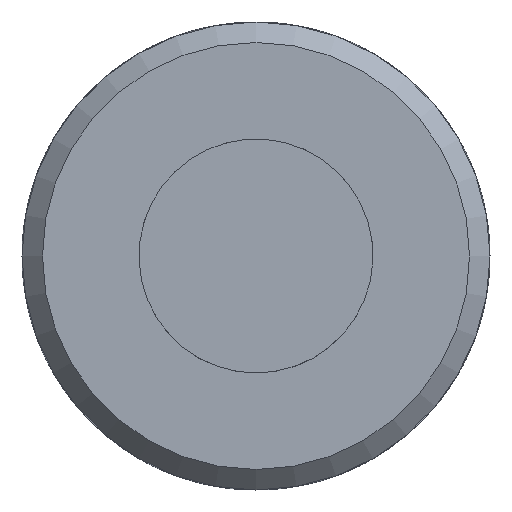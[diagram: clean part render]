
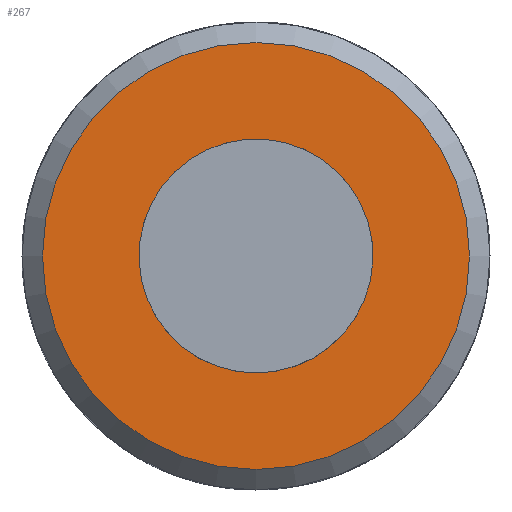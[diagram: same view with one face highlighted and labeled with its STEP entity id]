
A CAD part, left-side view. The second image highlights one B-rep face of the part: STEP entity #267.
In plain terms, the highlighted planar face has unit normal (-1, 0, 0).
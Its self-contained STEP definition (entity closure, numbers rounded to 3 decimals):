
#267 = ADVANCED_FACE( '', ( #528, #529 ), #530, .F. );
#528 = FACE_OUTER_BOUND( '', #808, .T. );
#529 = FACE_BOUND( '', #809, .T. );
#530 = PLANE( '', #810 );
#808 = EDGE_LOOP( '', ( #1246 ) );
#809 = EDGE_LOOP( '', ( #1247 ) );
#810 = AXIS2_PLACEMENT_3D( '', #1248, #1249, #1250 );
#1246 = ORIENTED_EDGE( '', *, *, #1659, .F. );
#1247 = ORIENTED_EDGE( '', *, *, #1535, .T. );
#1248 = CARTESIAN_POINT( '', ( 0., 0., 0. ) );
#1249 = DIRECTION( '', ( 1., 0., 0. ) );
#1250 = DIRECTION( '', ( 0., 0., -1. ) );
#1535 = EDGE_CURVE( '', #1770, #1770, #1771, .T. );
#1659 = EDGE_CURVE( '', #1964, #1964, #1965, .T. );
#1770 = VERTEX_POINT( '', #2257 );
#1771 = CIRCLE( '', #2258, 4. );
#1964 = VERTEX_POINT( '', #2930 );
#1965 = CIRCLE( '', #2931, 7.3 );
#2257 = CARTESIAN_POINT( '', ( 0., 0., -4. ) );
#2258 = AXIS2_PLACEMENT_3D( '', #3247, #3248, #3249 );
#2930 = CARTESIAN_POINT( '', ( 0., 0., -7.3 ) );
#2931 = AXIS2_PLACEMENT_3D( '', #3382, #3383, #3384 );
#3247 = CARTESIAN_POINT( '', ( 0., 0., 0. ) );
#3248 = DIRECTION( '', ( 1., 0., 0. ) );
#3249 = DIRECTION( '', ( 0., 0., -1. ) );
#3382 = CARTESIAN_POINT( '', ( 0., 0., 0. ) );
#3383 = DIRECTION( '', ( 1., 0., 0. ) );
#3384 = DIRECTION( '', ( 0., 0., -1. ) );
